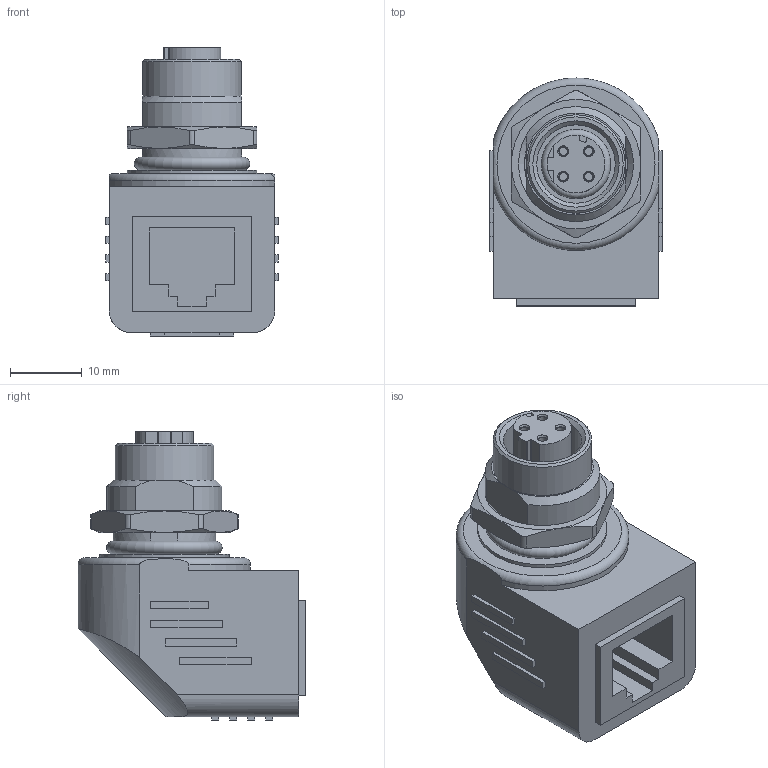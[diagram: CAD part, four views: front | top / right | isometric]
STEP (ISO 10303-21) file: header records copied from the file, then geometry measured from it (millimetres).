
FILE_DESCRIPTION(/* description */ ('STEP AP214'),/* implementation_level */ '2;1');
FILE_NAME(/* name */ '8040457_NEFU-D12G4-R3DW4',/* time_stamp */ '2024-09-12T22:22:16+02:00',/* author */ ('License CC BY-ND 4.0'),/* organization */ ('CADENAS'),/* preprocessor_version */ 'ST-DEVELOPER v19.3',/* originating_system */ 'PARTsolutions',/* authorisation */ ' ');
FILE_SCHEMA (('AUTOMOTIVE_DESIGN {1 0 10303 214 3 1 1}'));
Length unit declared in the file: millimetre
Products named in the file (3): 8040457 NEFU-D12G4-R3DW4; 8040457 NEFU-D12G4-R3DW4---(SD); 8040457 NEFU-D12G4-R3DW4---(M)
Assembly tree (2 placements, depth 2):
  8040457 NEFU-D12G4-R3DW4
    8040457 NEFU-D12G4-R3DW4---(SD)
    8040457 NEFU-D12G4-R3DW4---(M)
Bounding box: 24 x 31.68 x 40.1 mm (x, y, z)
Volume: 14283 mm3; surface area: 5772.3 mm2
Topology: 2 solids, 2 shells, 181 faces, 427 edges, 277 vertices
Faces by surface type: plane 121, cylinder 33, cone 24, torus 3
Full cylindrical faces by diameter (mm): 1.15 x4, 10.917 x1, 13.7 x1, 14.3 x1, 14.376 x1, 18 x1
Entity records: 6238 total; most frequent: CARTESIAN_POINT 1044, DIRECTION 810, ORIENTED_EDGE 808, EDGE_CURVE 404, VERTEX_POINT 274, AXIS2_PLACEMENT_3D 271, LINE 268, VECTOR 268
